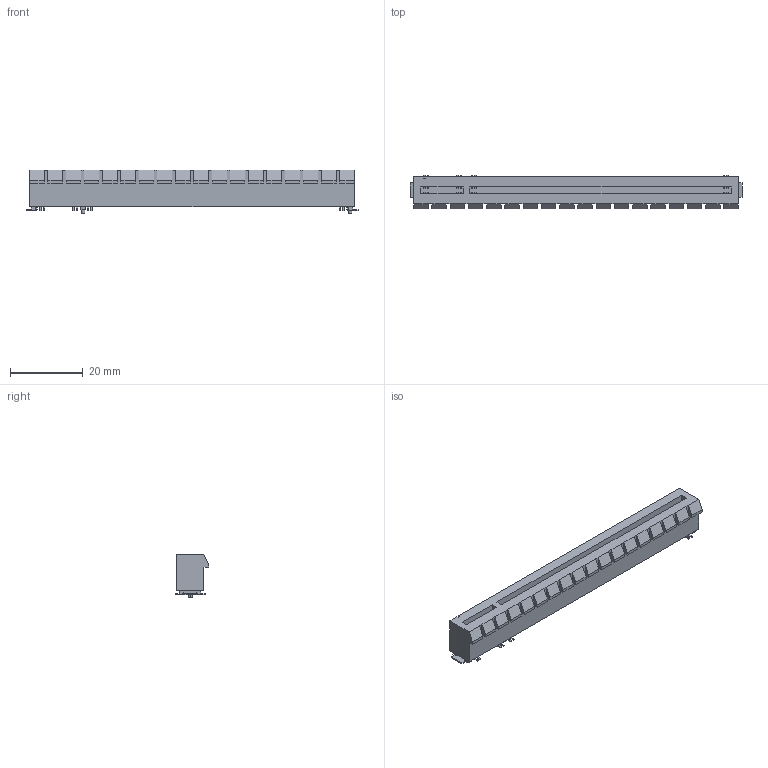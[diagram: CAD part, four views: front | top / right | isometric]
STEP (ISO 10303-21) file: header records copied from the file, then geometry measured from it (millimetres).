
FILE_DESCRIPTION((''),'2;1');
FILE_NAME('FCI_10061913-103TLF.stp','2012-08-07T15:07:18',(''),(''),'Mechanical Desktop 2011','Mechanical Desktop 2011',', , ');
FILE_SCHEMA(('AUTOMOTIVE_DESIGN { 1 2 10303 214 1 1 1 1 }'));
Length unit declared in the file: millimetre
Products named in the file (1): Product
Bounding box: 91 x 9.2 x 12 mm (x, y, z)
Volume: 5735.2 mm3; surface area: 5057 mm2
Topology: 44 solids, 44 shells, 466 faces, 1086 edges, 710 vertices
Faces by surface type: plane 259, bspline 168, cylinder 39
Entity records: 13508 total; most frequent: CARTESIAN_POINT 3215, ORIENTED_EDGE 2172, DIRECTION 1826, EDGE_CURVE 1086, VECTOR 944, LINE 944, VERTEX_POINT 710, EDGE_LOOP 468
